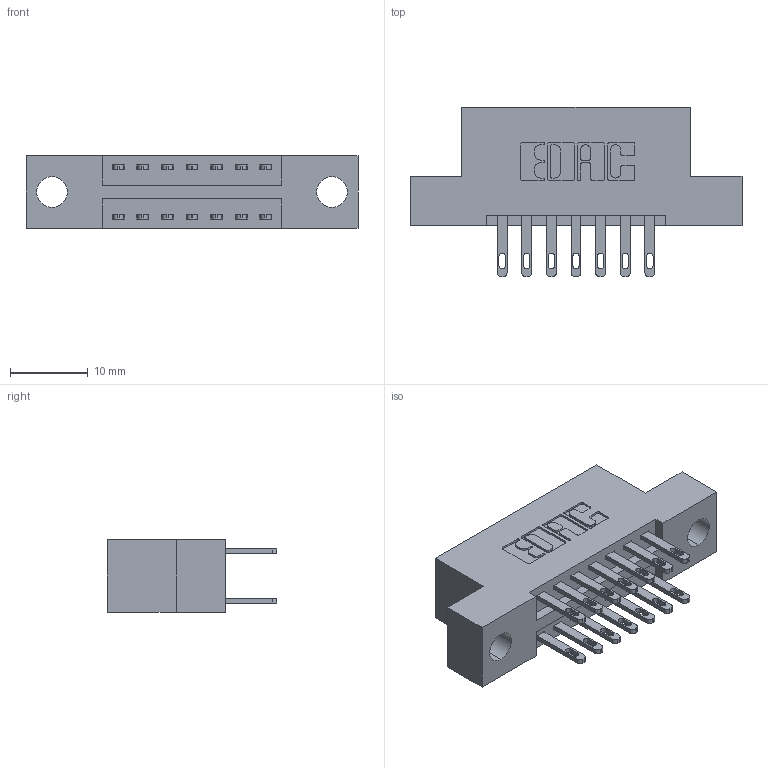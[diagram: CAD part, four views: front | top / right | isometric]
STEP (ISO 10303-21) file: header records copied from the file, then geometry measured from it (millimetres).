
FILE_DESCRIPTION (( 'STEP AP203' ), '1' );
FILE_NAME ('896-014-500-204.STEP', '2021-07-27T15:12:44', ( '' ), ( '' ), 'SwSTEP 2.0', 'SolidWorks 2020', '' );
FILE_SCHEMA (( 'CONFIG_CONTROL_DESIGN' ));
Length unit declared in the file: inch
Products named in the file (3): 846 Part_Flush Mounting Lugs - 0.156 Dia-TH; 345-292-001_345-293-100; 896-014-500-204
Assembly tree (15 placements, depth 2):
  896-014-500-204
    846 Part_Flush Mounting Lugs - 0.156 Dia-TH
    345-292-001_345-293-100  x14
Bounding box: 42.8 x 21.84 x 9.4 mm (x, y, z)
Volume: 3856.5 mm3; surface area: 4710.8 mm2
Topology: 15 solids, 15 shells, 794 faces, 2387 edges, 1590 vertices
Faces by surface type: plane 482, cylinder 312
Entity records: 9213 total; most frequent: CARTESIAN_POINT 1564, ORIENTED_EDGE 1498, DIRECTION 1433, EDGE_CURVE 749, VECTOR 585, LINE 585, VERTEX_POINT 498, AXIS2_PLACEMENT_3D 424
